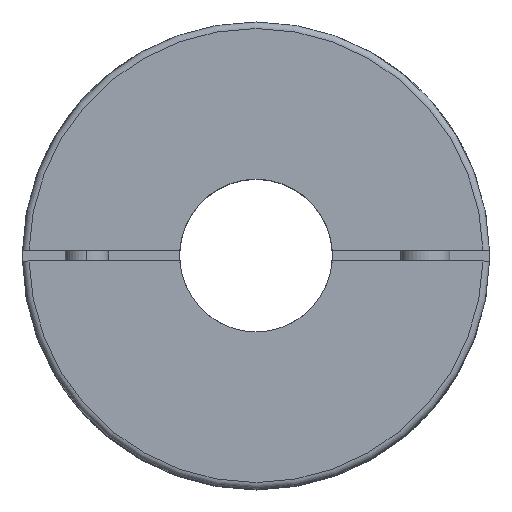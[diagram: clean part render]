
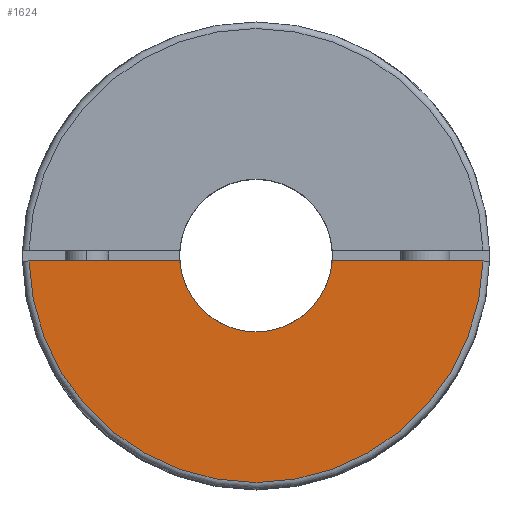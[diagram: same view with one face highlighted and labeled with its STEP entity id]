
A CAD part, top view. The second image highlights one B-rep face of the part: STEP entity #1624.
In plain terms, the highlighted planar face has unit normal (0, 0, 1).
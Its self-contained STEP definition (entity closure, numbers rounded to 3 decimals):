
#120 = DIRECTION ( 'NONE',  ( 0., 0., 1. ) ) ;
#312 = VECTOR ( 'NONE', #2754, 1000. ) ;
#395 = CIRCLE ( 'NONE', #4761, 7. ) ;
#881 = EDGE_CURVE ( 'NONE', #2502, #3452, #1098, .T. ) ;
#930 = DIRECTION ( 'NONE',  ( 1., 0., 0. ) ) ;
#954 = FACE_OUTER_BOUND ( 'NONE', #1635, .T. ) ;
#1067 = LINE ( 'NONE', #3221, #312 ) ;
#1098 = LINE ( 'NONE', #3140, #2915 ) ;
#1110 = VERTEX_POINT ( 'NONE', #4597 ) ;
#1130 = ORIENTED_EDGE ( 'NONE', *, *, #4092, .F. ) ;
#1180 = EDGE_CURVE ( 'NONE', #1110, #3452, #395, .T. ) ;
#1269 = CARTESIAN_POINT ( 'NONE',  ( 0., 0., 0. ) ) ;
#1624 = ADVANCED_FACE ( 'NONE', ( #954 ), #3945, .T. ) ;
#1635 = EDGE_LOOP ( 'NONE', ( #2753, #1998, #1130, #1873 ) ) ;
#1844 = CARTESIAN_POINT ( 'NONE',  ( 0., 20.8, 0. ) ) ;
#1873 = ORIENTED_EDGE ( 'NONE', *, *, #1180, .T. ) ;
#1998 = ORIENTED_EDGE ( 'NONE', *, *, #5216, .F. ) ;
#2108 = VERTEX_POINT ( 'NONE', #5037 ) ;
#2390 = CARTESIAN_POINT ( 'NONE',  ( -6.982, -0.5, 0. ) ) ;
#2502 = VERTEX_POINT ( 'NONE', #4439 ) ;
#2753 = ORIENTED_EDGE ( 'NONE', *, *, #881, .F. ) ;
#2754 = DIRECTION ( 'NONE',  ( 1., 0., 0. ) ) ;
#2915 = VECTOR ( 'NONE', #4842, 1000. ) ;
#2949 = DIRECTION ( 'NONE',  ( 0., 0., -1. ) ) ;
#3140 = CARTESIAN_POINT ( 'NONE',  ( -21.4, -0.5, 0. ) ) ;
#3221 = CARTESIAN_POINT ( 'NONE',  ( -21.4, -0.5, 0. ) ) ;
#3452 = VERTEX_POINT ( 'NONE', #2390 ) ;
#3945 = PLANE ( 'NONE',  #4896 ) ;
#4092 = EDGE_CURVE ( 'NONE', #1110, #2108, #1067, .T. ) ;
#4439 = CARTESIAN_POINT ( 'NONE',  ( -20.794, -0.5, 0. ) ) ;
#4595 = DIRECTION ( 'NONE',  ( -1., 0., 0. ) ) ;
#4597 = CARTESIAN_POINT ( 'NONE',  ( 6.982, -0.5, 0. ) ) ;
#4662 = DIRECTION ( 'NONE',  ( 0., 0., -1. ) ) ;
#4761 = AXIS2_PLACEMENT_3D ( 'NONE', #5055, #4662, #5032 ) ;
#4842 = DIRECTION ( 'NONE',  ( 1., 0., 0. ) ) ;
#4896 = AXIS2_PLACEMENT_3D ( 'NONE', #1844, #120, #930 ) ;
#5032 = DIRECTION ( 'NONE',  ( -1., 0., 0. ) ) ;
#5037 = CARTESIAN_POINT ( 'NONE',  ( 20.794, -0.5, 0. ) ) ;
#5055 = CARTESIAN_POINT ( 'NONE',  ( 0., 0., 0. ) ) ;
#5216 = EDGE_CURVE ( 'NONE', #2108, #2502, #5230, .T. ) ;
#5223 = AXIS2_PLACEMENT_3D ( 'NONE', #1269, #2949, #4595 ) ;
#5230 = CIRCLE ( 'NONE', #5223, 20.8 ) ;
